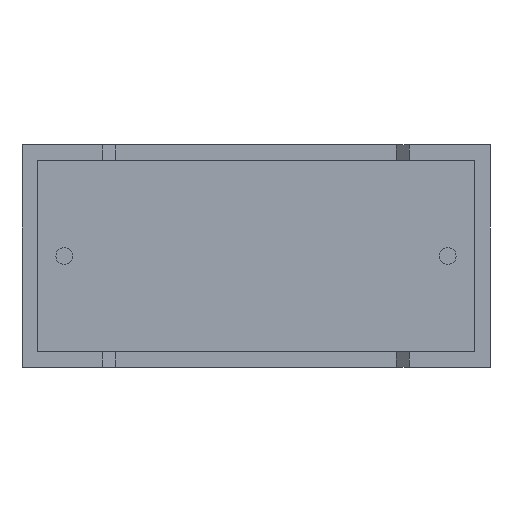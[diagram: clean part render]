
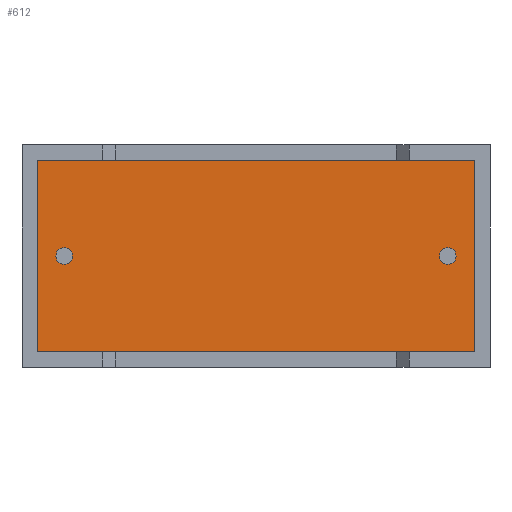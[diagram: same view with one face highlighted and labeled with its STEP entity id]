
A CAD part, front view. The second image highlights one B-rep face of the part: STEP entity #612.
In plain terms, the highlighted planar face has unit normal (0, -1, 0).
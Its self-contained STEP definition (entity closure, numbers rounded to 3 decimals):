
#39 = AXIS2_PLACEMENT_3D ( 'NONE', #2386, #273, #1237 ) ;
#50 = PLANE ( 'NONE',  #2549 ) ;
#99 = ORIENTED_EDGE ( 'NONE', *, *, #2972, .F. ) ;
#130 = ORIENTED_EDGE ( 'NONE', *, *, #856, .T. ) ;
#173 = AXIS2_PLACEMENT_3D ( 'NONE', #1424, #2387, #3025 ) ;
#185 = CARTESIAN_POINT ( 'NONE',  ( 0.61, 0.75, 8.09 ) ) ;
#273 = DIRECTION ( 'NONE',  ( 0., -1., 0. ) ) ;
#278 = CIRCLE ( 'NONE', #816, 0.325 ) ;
#292 = CARTESIAN_POINT ( 'NONE',  ( 0.61, 0.75, 8.09 ) ) ;
#310 = DIRECTION ( 'NONE',  ( 0., -1., 0. ) ) ;
#467 = VERTEX_POINT ( 'NONE', #3044 ) ;
#518 = DIRECTION ( 'NONE',  ( 0., -1., 0. ) ) ;
#534 = VECTOR ( 'NONE', #1720, 1000. ) ;
#553 = ORIENTED_EDGE ( 'NONE', *, *, #2484, .T. ) ;
#556 = DIRECTION ( 'NONE',  ( -1., 0., 0. ) ) ;
#576 = VERTEX_POINT ( 'NONE', #632 ) ;
#612 = ADVANCED_FACE ( 'NONE', ( #1440, #1958, #2914 ), #50, .T. ) ;
#632 = CARTESIAN_POINT ( 'NONE',  ( 17.69, 0.75, 8.09 ) ) ;
#658 = EDGE_CURVE ( 'NONE', #576, #1125, #1705, .T. ) ;
#661 = EDGE_LOOP ( 'NONE', ( #553, #130, #2020, #1071 ) ) ;
#698 = CARTESIAN_POINT ( 'NONE',  ( 17.69, 0.75, 0.61 ) ) ;
#719 = VECTOR ( 'NONE', #556, 1000. ) ;
#748 = CARTESIAN_POINT ( 'NONE',  ( 16.65, 0.75, 4.35 ) ) ;
#816 = AXIS2_PLACEMENT_3D ( 'NONE', #748, #518, #1227 ) ;
#826 = EDGE_CURVE ( 'NONE', #1084, #467, #2494, .T. ) ;
#856 = EDGE_CURVE ( 'NONE', #2618, #2429, #895, .T. ) ;
#888 = DIRECTION ( 'NONE',  ( 0., -1., 0. ) ) ;
#895 = LINE ( 'NONE', #2788, #2551 ) ;
#898 = EDGE_CURVE ( 'NONE', #2429, #576, #2829, .T. ) ;
#953 = VERTEX_POINT ( 'NONE', #1009 ) ;
#1009 = CARTESIAN_POINT ( 'NONE',  ( 1.65, 0.75, 4.025 ) ) ;
#1059 = EDGE_LOOP ( 'NONE', ( #1426, #99 ) ) ;
#1071 = ORIENTED_EDGE ( 'NONE', *, *, #658, .T. ) ;
#1084 = VERTEX_POINT ( 'NONE', #1741 ) ;
#1125 = VERTEX_POINT ( 'NONE', #185 ) ;
#1152 = CARTESIAN_POINT ( 'NONE',  ( 17.69, 0.75, 0.61 ) ) ;
#1227 = DIRECTION ( 'NONE',  ( 0., 0., -1. ) ) ;
#1237 = DIRECTION ( 'NONE',  ( 0., 0., -1. ) ) ;
#1252 = CIRCLE ( 'NONE', #2949, 0.325 ) ;
#1302 = CARTESIAN_POINT ( 'NONE',  ( 1.65, 0.75, 4.35 ) ) ;
#1424 = CARTESIAN_POINT ( 'NONE',  ( 16.65, 0.75, 4.35 ) ) ;
#1426 = ORIENTED_EDGE ( 'NONE', *, *, #2466, .F. ) ;
#1440 = FACE_BOUND ( 'NONE', #2605, .T. ) ;
#1464 = CARTESIAN_POINT ( 'NONE',  ( 0., 0.75, 0. ) ) ;
#1485 = EDGE_CURVE ( 'NONE', #467, #1084, #278, .T. ) ;
#1534 = VECTOR ( 'NONE', #1816, 1000. ) ;
#1634 = DIRECTION ( 'NONE',  ( 1., 0., 0. ) ) ;
#1705 = LINE ( 'NONE', #1716, #719 ) ;
#1716 = CARTESIAN_POINT ( 'NONE',  ( 17.69, 0.75, 8.09 ) ) ;
#1720 = DIRECTION ( 'NONE',  ( 0., 0., -1. ) ) ;
#1741 = CARTESIAN_POINT ( 'NONE',  ( 16.65, 0.75, 4.675 ) ) ;
#1816 = DIRECTION ( 'NONE',  ( 0., 0., 1. ) ) ;
#1958 = FACE_OUTER_BOUND ( 'NONE', #661, .T. ) ;
#2020 = ORIENTED_EDGE ( 'NONE', *, *, #898, .T. ) ;
#2123 = VERTEX_POINT ( 'NONE', #2349 ) ;
#2163 = LINE ( 'NONE', #292, #534 ) ;
#2164 = ORIENTED_EDGE ( 'NONE', *, *, #1485, .F. ) ;
#2349 = CARTESIAN_POINT ( 'NONE',  ( 1.65, 0.75, 4.675 ) ) ;
#2386 = CARTESIAN_POINT ( 'NONE',  ( 1.65, 0.75, 4.35 ) ) ;
#2387 = DIRECTION ( 'NONE',  ( 0., -1., 0. ) ) ;
#2429 = VERTEX_POINT ( 'NONE', #1152 ) ;
#2466 = EDGE_CURVE ( 'NONE', #2123, #953, #2945, .T. ) ;
#2484 = EDGE_CURVE ( 'NONE', #1125, #2618, #2163, .T. ) ;
#2494 = CIRCLE ( 'NONE', #173, 0.325 ) ;
#2519 = CARTESIAN_POINT ( 'NONE',  ( 0.61, 0.75, 0.61 ) ) ;
#2521 = DIRECTION ( 'NONE',  ( 0., 0., -1. ) ) ;
#2549 = AXIS2_PLACEMENT_3D ( 'NONE', #1464, #310, #2908 ) ;
#2551 = VECTOR ( 'NONE', #1634, 1000. ) ;
#2605 = EDGE_LOOP ( 'NONE', ( #2769, #2164 ) ) ;
#2618 = VERTEX_POINT ( 'NONE', #2519 ) ;
#2769 = ORIENTED_EDGE ( 'NONE', *, *, #826, .F. ) ;
#2788 = CARTESIAN_POINT ( 'NONE',  ( 0.61, 0.75, 0.61 ) ) ;
#2829 = LINE ( 'NONE', #698, #1534 ) ;
#2908 = DIRECTION ( 'NONE',  ( 0., 0., -1. ) ) ;
#2914 = FACE_BOUND ( 'NONE', #1059, .T. ) ;
#2945 = CIRCLE ( 'NONE', #39, 0.325 ) ;
#2949 = AXIS2_PLACEMENT_3D ( 'NONE', #1302, #888, #2521 ) ;
#2972 = EDGE_CURVE ( 'NONE', #953, #2123, #1252, .T. ) ;
#3025 = DIRECTION ( 'NONE',  ( 0., 0., -1. ) ) ;
#3044 = CARTESIAN_POINT ( 'NONE',  ( 16.65, 0.75, 4.025 ) ) ;
